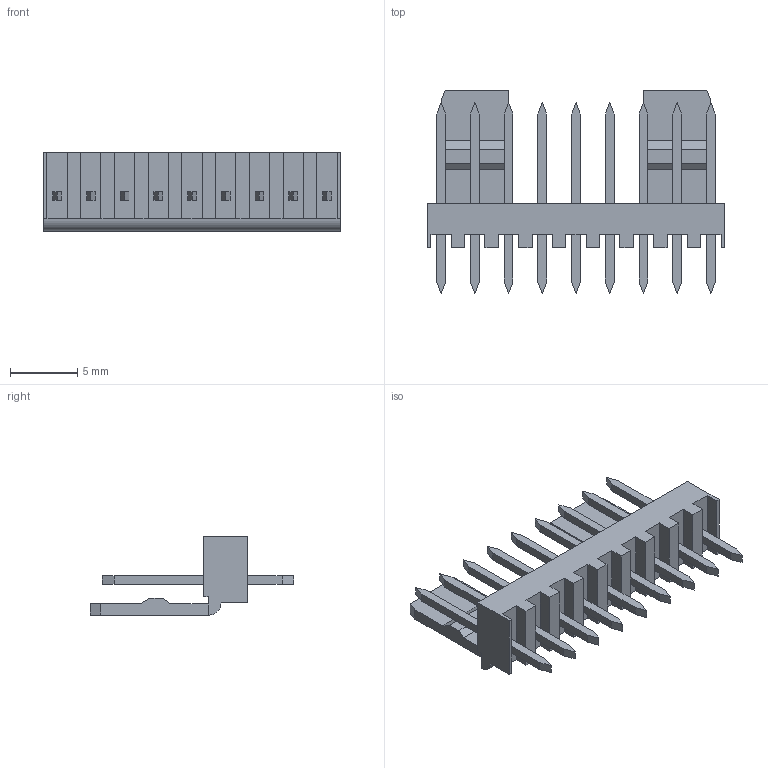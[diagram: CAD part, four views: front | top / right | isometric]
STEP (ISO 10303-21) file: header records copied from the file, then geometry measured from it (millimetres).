
FILE_DESCRIPTION((''),'2;1');
FILE_NAME('022041091','2013-12-25T',('me'),(''),'PRO/ENGINEER BY PARAMETRIC TECHNOLOGY CORPORATION, 2011490','PRO/ENGINEER BY PARAMETRIC TECHNOLOGY CORPORATION, 2011490','');
FILE_SCHEMA(('CONFIG_CONTROL_DESIGN'));
Length unit declared in the file: millimetre
Products named in the file (1): 022041091
Bounding box: 22 x 15.1 x 5.8 mm (x, y, z)
Volume: 414.1 mm3; surface area: 983.5 mm2
Topology: 1 solids, 1 shells, 212 faces, 570 edges, 386 vertices
Faces by surface type: plane 211, cylinder 1
Entity records: 6544 total; most frequent: CARTESIAN_POINT 1152, ORIENTED_EDGE 1104, DIRECTION 1018, EDGE_CURVE 552, VECTOR 550, LINE 550, VERTEX_POINT 368, EDGE_LOOP 238
